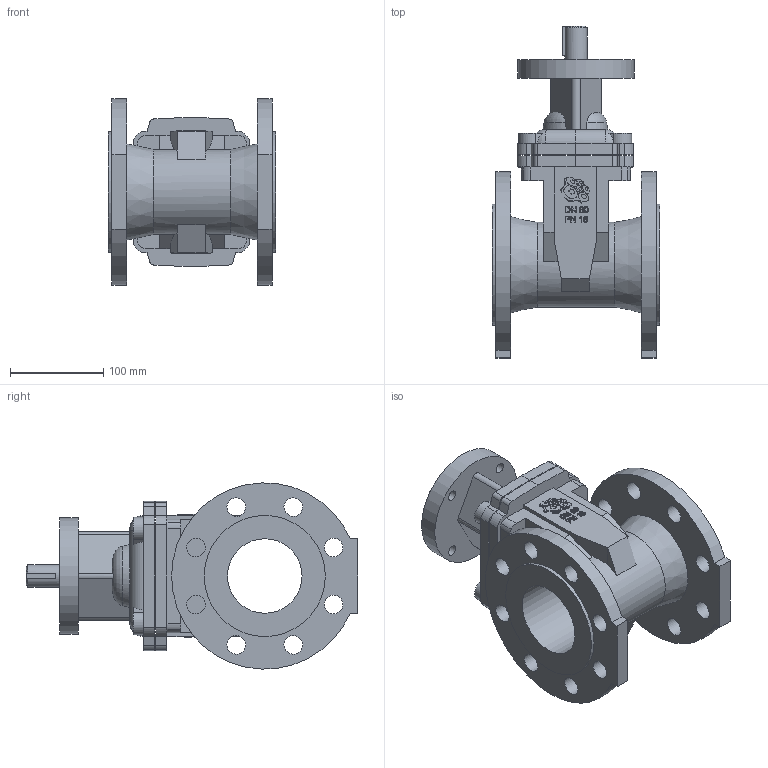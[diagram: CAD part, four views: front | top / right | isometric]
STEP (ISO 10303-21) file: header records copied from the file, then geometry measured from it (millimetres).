
FILE_DESCRIPTION(('STEP AP203'), '1');
FILE_NAME('3D_103-080-16', '', ('UNSPECIFIED'), ('UNSPECIFIED'), 'C3D Converter', 'C3D Toolkit', '');
FILE_SCHEMA(('CONFIG_CONTROL_DESIGN'));
Length unit declared in the file: millimetre
Bounding box: 180 x 356.2 x 199.88 mm (x, y, z)
Volume: 2944491.9 mm3; surface area: 378051.7 mm2
Topology: 4 solids, 4 shells, 3216 faces, 9459 edges, 6306 vertices
Faces by surface type: plane 3124, cylinder 76, torus 12, cone 4
Full cylindrical faces by diameter (mm): 11 x4, 17 x2, 18 x2, 20 x16, 24 x1, 80 x1, 91.185 x1, 125 x1, 130 x2
Entity records: 131750 total; most frequent: CARTESIAN_POINT 20210, ORIENTED_EDGE 18852, DIRECTION 16014, EDGE_CURVE 9426, LINE 9192, VECTOR 9192, VERTEX_POINT 6306, AXIS2_PLACEMENT_3D 3411
